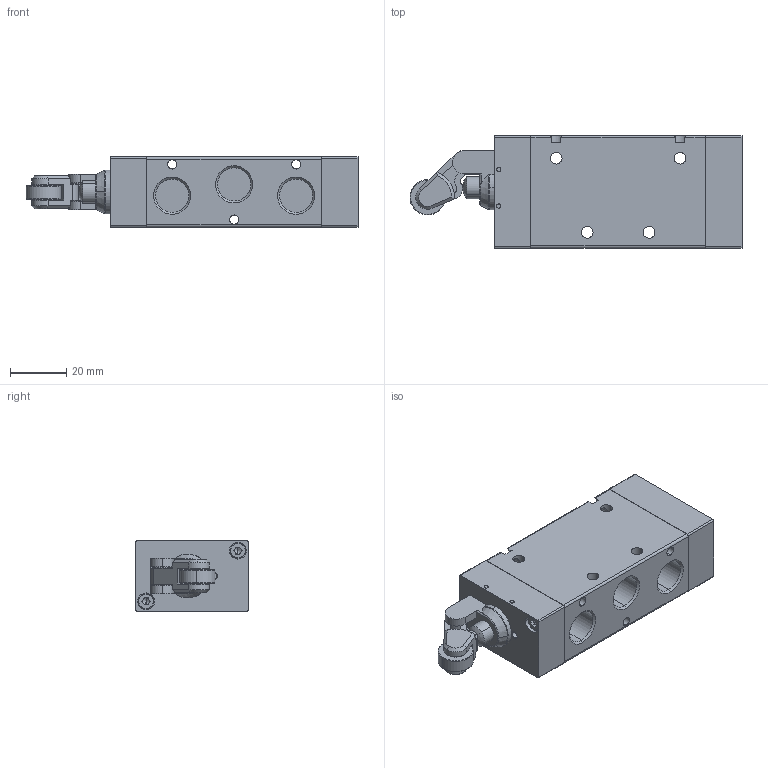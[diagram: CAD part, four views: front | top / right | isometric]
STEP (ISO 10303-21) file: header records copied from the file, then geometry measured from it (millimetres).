
FILE_DESCRIPTION (( 'STEP AP214' ), '1' );
FILE_NAME ('97_4_g31.STEP', '2015-12-21T14:53:52', ( '' ), ( '' ), 'SwSTEP 2.0', 'SolidWorks 2016', '' );
FILE_SCHEMA (( 'AUTOMOTIVE_DESIGN' ));
Length unit declared in the file: millimetre
Products named in the file (1): 97_4_g31
Bounding box: 117.91 x 40 x 25 mm (x, y, z)
Volume: 82736.8 mm3; surface area: 26715.1 mm2
Topology: 10 solids, 10 shells, 406 faces, 1003 edges, 635 vertices
Faces by surface type: plane 185, cylinder 134, cone 37, torus 28, bspline 20, sphere 2
Entity records: 13723 total; most frequent: CARTESIAN_POINT 3796, DIRECTION 2047, ORIENTED_EDGE 1990, EDGE_CURVE 995, AXIS2_PLACEMENT_3D 752, VERTEX_POINT 635, VECTOR 543, LINE 543
